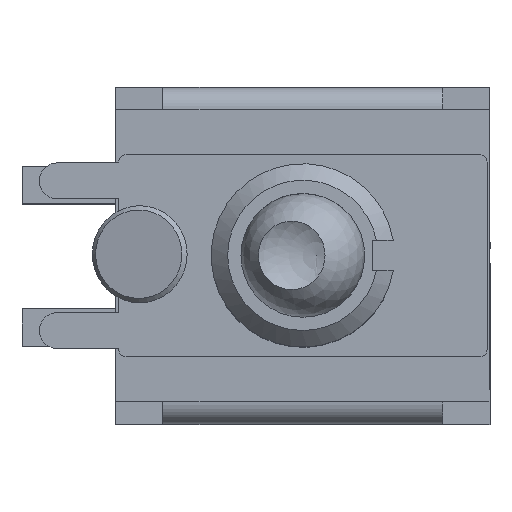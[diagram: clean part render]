
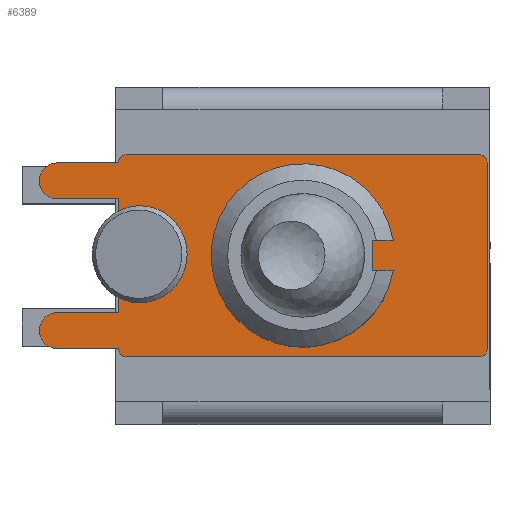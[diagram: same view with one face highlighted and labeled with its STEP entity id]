
A CAD part, top view. The second image highlights one B-rep face of the part: STEP entity #6389.
In plain terms, the highlighted planar face has unit normal (0, 0, 1).
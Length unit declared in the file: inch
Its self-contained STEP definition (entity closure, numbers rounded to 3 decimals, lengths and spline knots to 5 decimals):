
#28=FACE_BOUND('',#901,.T.);
#175=PLANE('',#6905);
#522=FACE_OUTER_BOUND('',#900,.T.);
#900=EDGE_LOOP('',(#4970,#4971,#4972,#4973,#4974,#4975,#4976,#4977,#4978,
#4979,#4980,#4981,#4982,#4983,#4984,#4985));
#901=EDGE_LOOP('',(#4986,#4987,#4988,#4989));
#1374=LINE('',#9765,#2128);
#1375=LINE('',#9767,#2129);
#1376=LINE('',#9771,#2130);
#1377=LINE('',#9773,#2131);
#1378=LINE('',#9775,#2132);
#1379=LINE('',#9779,#2133);
#1380=LINE('',#9781,#2134);
#1381=LINE('',#9785,#2135);
#1382=LINE('',#9789,#2136);
#1383=LINE('',#9792,#2137);
#1384=LINE('',#9795,#2138);
#1385=LINE('',#9797,#2139);
#1386=LINE('',#9799,#2140);
#2128=VECTOR('',#7977,0.3937);
#2129=VECTOR('',#7978,0.3937);
#2130=VECTOR('',#7981,0.3937);
#2131=VECTOR('',#7982,0.3937);
#2132=VECTOR('',#7983,0.3937);
#2133=VECTOR('',#7986,0.3937);
#2134=VECTOR('',#7987,0.3937);
#2135=VECTOR('',#7990,0.3937);
#2136=VECTOR('',#7993,0.3937);
#2137=VECTOR('',#7996,0.3937);
#2138=VECTOR('',#7997,0.3937);
#2139=VECTOR('',#7998,0.3937);
#2140=VECTOR('',#7999,0.3937);
#2736=CIRCLE('',#6906,0.00984);
#2737=CIRCLE('',#6907,0.02402);
#2738=CIRCLE('',#6908,0.02402);
#2739=CIRCLE('',#6909,0.00984);
#2740=CIRCLE('',#6910,0.00984);
#2741=CIRCLE('',#6911,0.00984);
#2742=CIRCLE('',#6912,0.12244);
#3000=VERTEX_POINT('',#9761);
#3001=VERTEX_POINT('',#9762);
#3002=VERTEX_POINT('',#9764);
#3003=VERTEX_POINT('',#9766);
#3004=VERTEX_POINT('',#9768);
#3005=VERTEX_POINT('',#9770);
#3006=VERTEX_POINT('',#9772);
#3007=VERTEX_POINT('',#9774);
#3008=VERTEX_POINT('',#9776);
#3009=VERTEX_POINT('',#9778);
#3010=VERTEX_POINT('',#9780);
#3011=VERTEX_POINT('',#9782);
#3012=VERTEX_POINT('',#9784);
#3013=VERTEX_POINT('',#9786);
#3014=VERTEX_POINT('',#9788);
#3015=VERTEX_POINT('',#9790);
#3016=VERTEX_POINT('',#9793);
#3017=VERTEX_POINT('',#9794);
#3018=VERTEX_POINT('',#9796);
#3019=VERTEX_POINT('',#9798);
#3729=EDGE_CURVE('',#3000,#3001,#2736,.T.);
#3730=EDGE_CURVE('',#3002,#3000,#1374,.T.);
#3731=EDGE_CURVE('',#3003,#3002,#1375,.T.);
#3732=EDGE_CURVE('',#3004,#3003,#2737,.T.);
#3733=EDGE_CURVE('',#3005,#3004,#1376,.T.);
#3734=EDGE_CURVE('',#3006,#3005,#1377,.T.);
#3735=EDGE_CURVE('',#3007,#3006,#1378,.T.);
#3736=EDGE_CURVE('',#3008,#3007,#2738,.T.);
#3737=EDGE_CURVE('',#3009,#3008,#1379,.T.);
#3738=EDGE_CURVE('',#3010,#3009,#1380,.T.);
#3739=EDGE_CURVE('',#3011,#3010,#2739,.T.);
#3740=EDGE_CURVE('',#3012,#3011,#1381,.T.);
#3741=EDGE_CURVE('',#3013,#3012,#2740,.T.);
#3742=EDGE_CURVE('',#3014,#3013,#1382,.T.);
#3743=EDGE_CURVE('',#3015,#3014,#2741,.T.);
#3744=EDGE_CURVE('',#3001,#3015,#1383,.T.);
#3745=EDGE_CURVE('',#3016,#3017,#1384,.T.);
#3746=EDGE_CURVE('',#3018,#3016,#1385,.T.);
#3747=EDGE_CURVE('',#3019,#3018,#1386,.T.);
#3748=EDGE_CURVE('',#3017,#3019,#2742,.T.);
#4970=ORIENTED_EDGE('',*,*,#3729,.F.);
#4971=ORIENTED_EDGE('',*,*,#3730,.F.);
#4972=ORIENTED_EDGE('',*,*,#3731,.F.);
#4973=ORIENTED_EDGE('',*,*,#3732,.F.);
#4974=ORIENTED_EDGE('',*,*,#3733,.F.);
#4975=ORIENTED_EDGE('',*,*,#3734,.F.);
#4976=ORIENTED_EDGE('',*,*,#3735,.F.);
#4977=ORIENTED_EDGE('',*,*,#3736,.F.);
#4978=ORIENTED_EDGE('',*,*,#3737,.F.);
#4979=ORIENTED_EDGE('',*,*,#3738,.F.);
#4980=ORIENTED_EDGE('',*,*,#3739,.F.);
#4981=ORIENTED_EDGE('',*,*,#3740,.F.);
#4982=ORIENTED_EDGE('',*,*,#3741,.F.);
#4983=ORIENTED_EDGE('',*,*,#3742,.F.);
#4984=ORIENTED_EDGE('',*,*,#3743,.F.);
#4985=ORIENTED_EDGE('',*,*,#3744,.F.);
#4986=ORIENTED_EDGE('',*,*,#3745,.F.);
#4987=ORIENTED_EDGE('',*,*,#3746,.F.);
#4988=ORIENTED_EDGE('',*,*,#3747,.F.);
#4989=ORIENTED_EDGE('',*,*,#3748,.F.);
#6389=ADVANCED_FACE('',(#522,#28),#175,.T.);
#6905=AXIS2_PLACEMENT_3D('',#9760,#7973,#7974);
#6906=AXIS2_PLACEMENT_3D('',#9763,#7975,#7976);
#6907=AXIS2_PLACEMENT_3D('',#9769,#7979,#7980);
#6908=AXIS2_PLACEMENT_3D('',#9777,#7984,#7985);
#6909=AXIS2_PLACEMENT_3D('',#9783,#7988,#7989);
#6910=AXIS2_PLACEMENT_3D('',#9787,#7991,#7992);
#6911=AXIS2_PLACEMENT_3D('',#9791,#7994,#7995);
#6912=AXIS2_PLACEMENT_3D('',#9800,#8000,#8001);
#7973=DIRECTION('center_axis',(0.,0.,
1.));
#7974=DIRECTION('ref_axis',(-1.,0.,0.));
#7975=DIRECTION('center_axis',(0.,0.,
-1.));
#7976=DIRECTION('ref_axis',(-0.707,0.707,0.));
#7977=DIRECTION('',(0.,1.,0.));
#7978=DIRECTION('',(1.,0.,0.));
#7979=DIRECTION('center_axis',(0.,0.,
-1.));
#7980=DIRECTION('ref_axis',(0.,1.,0.));
#7981=DIRECTION('',(-1.,0.,0.));
#7982=DIRECTION('',(0.,1.,0.));
#7983=DIRECTION('',(1.,0.,0.));
#7984=DIRECTION('center_axis',(0.,0.,
-1.));
#7985=DIRECTION('ref_axis',(0.,1.,0.));
#7986=DIRECTION('',(-1.,0.,0.));
#7987=DIRECTION('',(0.,1.,0.));
#7988=DIRECTION('center_axis',(0.,0.,
-1.));
#7989=DIRECTION('ref_axis',(-0.707,-0.707,0.));
#7990=DIRECTION('',(-1.,0.,0.));
#7991=DIRECTION('center_axis',(0.,0.,
-1.));
#7992=DIRECTION('ref_axis',(0.707,-0.707,0.));
#7993=DIRECTION('',(0.,-1.,0.));
#7994=DIRECTION('center_axis',(0.,0.,
-1.));
#7995=DIRECTION('ref_axis',(0.707,0.707,0.));
#7996=DIRECTION('',(1.,0.,0.));
#7997=DIRECTION('',(1.,0.,0.));
#7998=DIRECTION('',(0.,1.,0.));
#7999=DIRECTION('',(-1.,0.,0.));
#8000=DIRECTION('center_axis',(0.,0.,
1.));
#8001=DIRECTION('ref_axis',(0.986,0.164,0.));
#9760=CARTESIAN_POINT('Origin',(-0.06395,0.,
0.36969));
#9761=CARTESIAN_POINT('',(-0.24606,0.1252,0.36969));
#9762=CARTESIAN_POINT('',(-0.23622,0.13504,0.36969));
#9763=CARTESIAN_POINT('Origin',(-0.23622,0.1252,0.36969));
#9764=CARTESIAN_POINT('',(-0.24606,0.12402,0.36969));
#9765=CARTESIAN_POINT('',(-0.24606,0.13504,0.36969));
#9766=CARTESIAN_POINT('',(-0.32795,0.12402,0.36969));
#9767=CARTESIAN_POINT('',(-0.24606,0.12402,0.36969));
#9768=CARTESIAN_POINT('',(-0.32795,0.07598,0.36969));
#9769=CARTESIAN_POINT('Origin',(-0.32795,0.1,0.36969));
#9770=CARTESIAN_POINT('',(-0.24606,0.07598,0.36969));
#9771=CARTESIAN_POINT('',(-0.32795,0.07598,0.36969));
#9772=CARTESIAN_POINT('',(-0.24606,-0.07598,0.36969));
#9773=CARTESIAN_POINT('',(-0.24606,0.07598,0.36969));
#9774=CARTESIAN_POINT('',(-0.32795,-0.07598,0.36969));
#9775=CARTESIAN_POINT('',(-0.24606,-0.07598,0.36969));
#9776=CARTESIAN_POINT('',(-0.32795,-0.12402,0.36969));
#9777=CARTESIAN_POINT('Origin',(-0.32795,-0.1,0.36969));
#9778=CARTESIAN_POINT('',(-0.24606,-0.12402,0.36969));
#9779=CARTESIAN_POINT('',(-0.32795,-0.12402,0.36969));
#9780=CARTESIAN_POINT('',(-0.24606,-0.1252,0.36969));
#9781=CARTESIAN_POINT('',(-0.24606,-0.12402,0.36969));
#9782=CARTESIAN_POINT('',(-0.23622,-0.13504,0.36969));
#9783=CARTESIAN_POINT('Origin',(-0.23622,-0.1252,0.36969));
#9784=CARTESIAN_POINT('',(0.23622,-0.13504,0.36969));
#9785=CARTESIAN_POINT('',(-0.24606,-0.13504,0.36969));
#9786=CARTESIAN_POINT('',(0.24606,-0.1252,0.36969));
#9787=CARTESIAN_POINT('Origin',(0.23622,-0.1252,0.36969));
#9788=CARTESIAN_POINT('',(0.24606,0.1252,0.36969));
#9789=CARTESIAN_POINT('',(0.24606,-0.13504,0.36969));
#9790=CARTESIAN_POINT('',(0.23622,0.13504,0.36969));
#9791=CARTESIAN_POINT('Origin',(0.23622,0.1252,0.36969));
#9792=CARTESIAN_POINT('',(0.24606,0.13504,0.36969));
#9793=CARTESIAN_POINT('',(0.09283,0.02008,0.36969));
#9794=CARTESIAN_POINT('',(0.12078,0.02008,0.36969));
#9795=CARTESIAN_POINT('',(0.09283,0.02008,0.36969));
#9796=CARTESIAN_POINT('',(0.09283,-0.02008,0.36969));
#9797=CARTESIAN_POINT('',(0.09283,-0.02008,0.36969));
#9798=CARTESIAN_POINT('',(0.12078,-0.02008,0.36969));
#9799=CARTESIAN_POINT('',(0.12078,-0.02008,0.36969));
#9800=CARTESIAN_POINT('Origin',(0.,0.,
0.36969));
